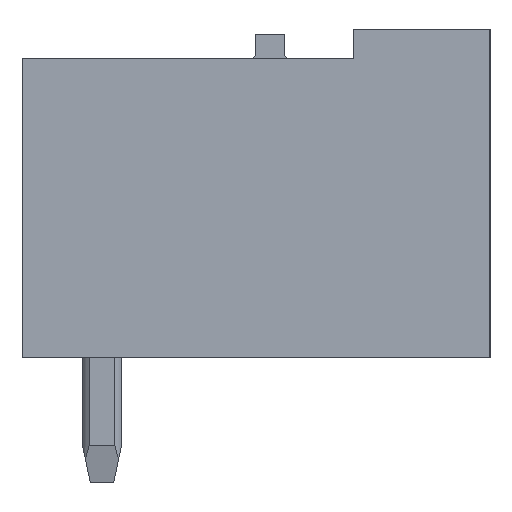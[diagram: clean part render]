
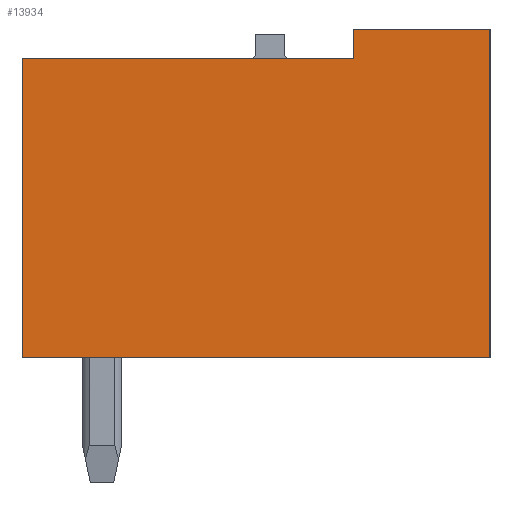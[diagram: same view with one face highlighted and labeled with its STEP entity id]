
A CAD part, left-side view. The second image highlights one B-rep face of the part: STEP entity #13934.
In plain terms, the highlighted planar face has unit normal (-1, 0, 0).
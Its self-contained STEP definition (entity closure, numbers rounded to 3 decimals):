
#13924=AXIS2_PLACEMENT_3D('Plane Axis2P3D',#13921,#13922,#13923) ;
#269=CARTESIAN_POINT('Vertex',(0.,3.5,11.63)) ;
#272=CARTESIAN_POINT('Line Origine',(0.,1.75,11.63)) ;
#276=CARTESIAN_POINT('Vertex',(0.,0.,11.63)) ;
#863=CARTESIAN_POINT('Vertex',(0.,12.,10.88)) ;
#866=CARTESIAN_POINT('Line Origine',(0.,7.75,10.88)) ;
#870=CARTESIAN_POINT('Vertex',(0.,3.5,10.88)) ;
#1404=CARTESIAN_POINT('Vertex',(0.,12.,3.2)) ;
#1407=CARTESIAN_POINT('Line Origine',(0.,12.,7.04)) ;
#1471=CARTESIAN_POINT('Vertex',(0.,0.,3.2)) ;
#1474=CARTESIAN_POINT('Line Origine',(0.,6.,3.2)) ;
#7157=CARTESIAN_POINT('Line Origine',(0.,0.,7.415)) ;
#13263=CARTESIAN_POINT('Line Origine',(0.,3.5,11.255)) ;
#13921=CARTESIAN_POINT('Axis2P3D Location',(0.,0.,0.)) ;
#273=DIRECTION('Vector Direction',(0.,-1.,0.)) ;
#867=DIRECTION('Vector Direction',(0.,1.,0.)) ;
#1408=DIRECTION('Vector Direction',(0.,0.,1.)) ;
#1475=DIRECTION('Vector Direction',(0.,1.,0.)) ;
#7158=DIRECTION('Vector Direction',(0.,0.,-1.)) ;
#13264=DIRECTION('Vector Direction',(0.,0.,1.)) ;
#13922=DIRECTION('Axis2P3D Direction',(-1.,0.,0.)) ;
#13923=DIRECTION('Axis2P3D XDirection',(0.,-1.,0.)) ;
#274=VECTOR('Line Direction',#273,1.) ;
#868=VECTOR('Line Direction',#867,1.) ;
#1409=VECTOR('Line Direction',#1408,1.) ;
#1476=VECTOR('Line Direction',#1475,1.) ;
#7159=VECTOR('Line Direction',#7158,1.) ;
#13265=VECTOR('Line Direction',#13264,1.) ;
#13927=ORIENTED_EDGE('',*,*,#7161,.T.) ;
#13928=ORIENTED_EDGE('',*,*,#278,.T.) ;
#13929=ORIENTED_EDGE('',*,*,#13267,.T.) ;
#13930=ORIENTED_EDGE('',*,*,#872,.T.) ;
#13931=ORIENTED_EDGE('',*,*,#1411,.T.) ;
#13932=ORIENTED_EDGE('',*,*,#1478,.T.) ;
#13934=ADVANCED_FACE('Housing',(#13933),#13925,.T.) ;
#278=EDGE_CURVE('',#277,#270,#275,.F.) ;
#872=EDGE_CURVE('',#871,#864,#869,.T.) ;
#1411=EDGE_CURVE('',#864,#1405,#1410,.F.) ;
#1478=EDGE_CURVE('',#1405,#1472,#1477,.F.) ;
#7161=EDGE_CURVE('',#1472,#277,#7160,.F.) ;
#13267=EDGE_CURVE('',#270,#871,#13266,.F.) ;
#13926=EDGE_LOOP('',(#13927,#13928,#13929,#13930,#13931,#13932)) ;
#13933=FACE_OUTER_BOUND('',#13926,.T.) ;
#275=LINE('Line',#272,#274) ;
#869=LINE('Line',#866,#868) ;
#1410=LINE('Line',#1407,#1409) ;
#1477=LINE('Line',#1474,#1476) ;
#7160=LINE('Line',#7157,#7159) ;
#13266=LINE('Line',#13263,#13265) ;
#13925=PLANE('',#13924) ;
#270=VERTEX_POINT('',#269) ;
#277=VERTEX_POINT('',#276) ;
#864=VERTEX_POINT('',#863) ;
#871=VERTEX_POINT('',#870) ;
#1405=VERTEX_POINT('',#1404) ;
#1472=VERTEX_POINT('',#1471) ;
